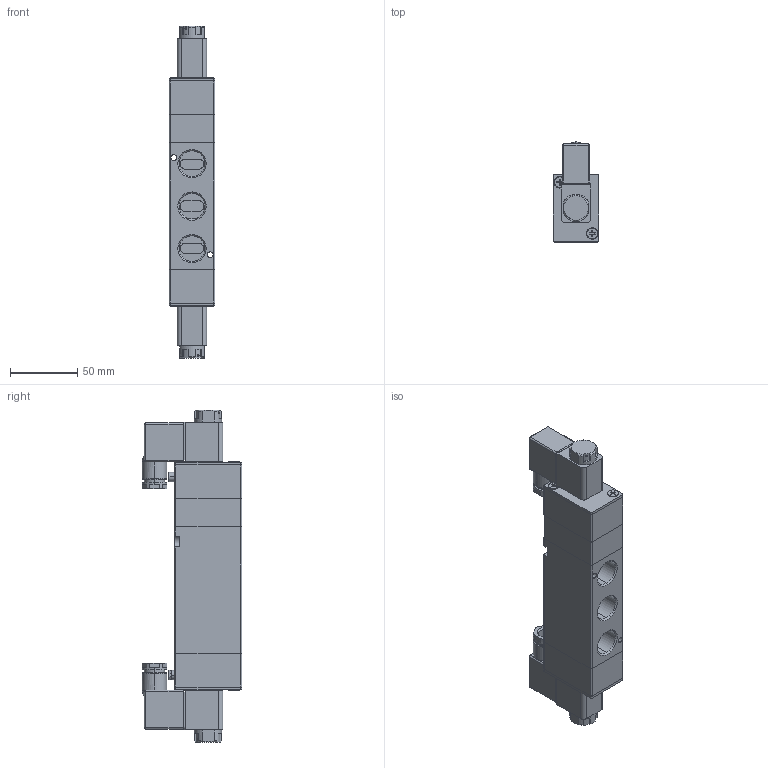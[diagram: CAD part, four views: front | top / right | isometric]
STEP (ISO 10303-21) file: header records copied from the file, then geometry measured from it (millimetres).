
FILE_DESCRIPTION (( 'STEP AP203' ), '1' );
FILE_NAME ('4V430(CEP)-15-D.STEP', '2017-12-05T16:15:00', ( '' ), ( '' ), 'SwSTEP 2.0', 'SolidWorks 2016', '' );
FILE_SCHEMA (( 'CONFIG_CONTROL_DESIGN' ));
Length unit declared in the file: millimetre
Products named in the file (1): 4V430(CEP)-15-D
Bounding box: 34 x 73.9 x 246.1 mm (x, y, z)
Volume: 315689.6 mm3; surface area: 93829.9 mm2
Topology: 24 solids, 24 shells, 582 faces, 1440 edges, 930 vertices
Faces by surface type: plane 294, cylinder 226, cone 38, bspline 24
Entity records: 18059 total; most frequent: CARTESIAN_POINT 3953, DIRECTION 2992, ORIENTED_EDGE 2856, EDGE_CURVE 1428, AXIS2_PLACEMENT_3D 1103, VERTEX_POINT 930, LINE 786, VECTOR 786
